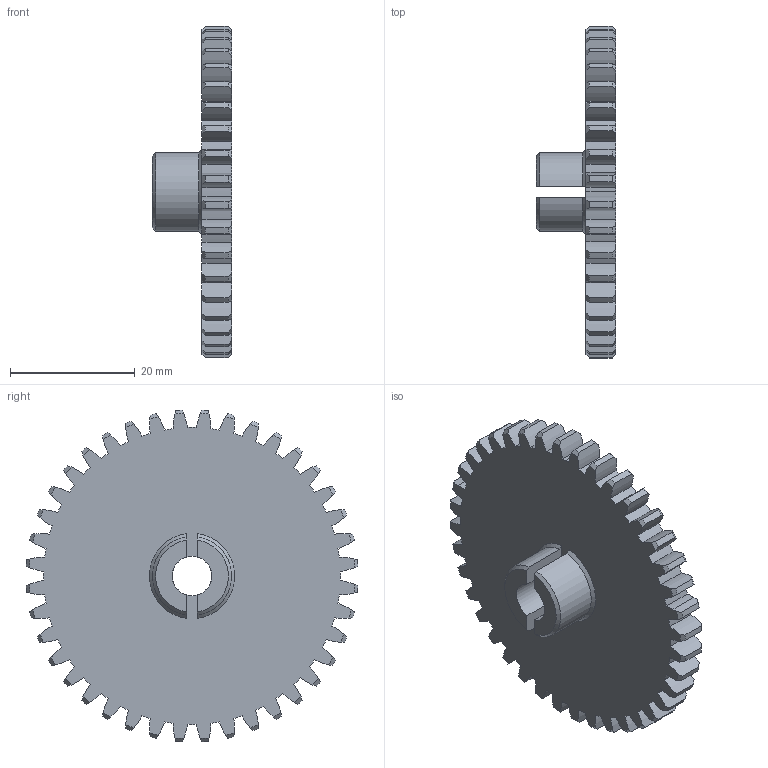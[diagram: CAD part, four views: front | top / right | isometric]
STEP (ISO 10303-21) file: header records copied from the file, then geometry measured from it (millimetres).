
FILE_DESCRIPTION (( 'STEP AP203' ), '1' );
FILE_NAME ('am-3308 40t 20dp encoder gear.STEP', '2015-12-22T14:58:16', ( '' ), ( '' ), 'SwSTEP 2.0', 'SolidWorks 2014', '' );
FILE_SCHEMA (( 'CONFIG_CONTROL_DESIGN' ));
Length unit declared in the file: inch
Products named in the file (1): am-3308 40t 20dp encoder gear
Bounding box: 12.7 x 53.24 x 53.24 mm (x, y, z)
Volume: 9980.5 mm3; surface area: 6046.1 mm2
Topology: 1 solids, 1 shells, 259 faces, 771 edges, 514 vertices
Faces by surface type: cylinder 167, cone 84, plane 8
Entity records: 9178 total; most frequent: CARTESIAN_POINT 2049, DIRECTION 1545, ORIENTED_EDGE 1542, EDGE_CURVE 771, AXIS2_PLACEMENT_3D 682, VERTEX_POINT 514, CIRCLE 422, EDGE_LOOP 261
